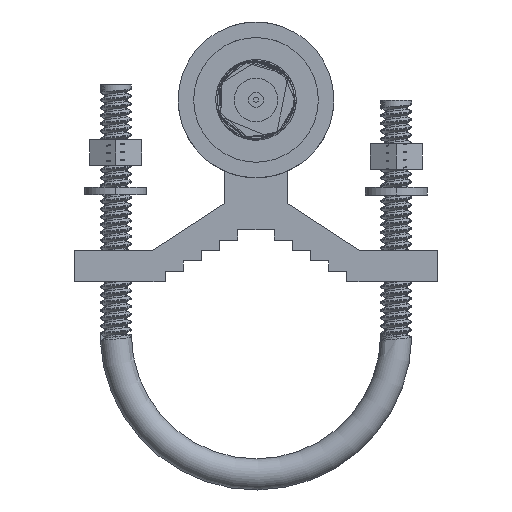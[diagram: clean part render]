
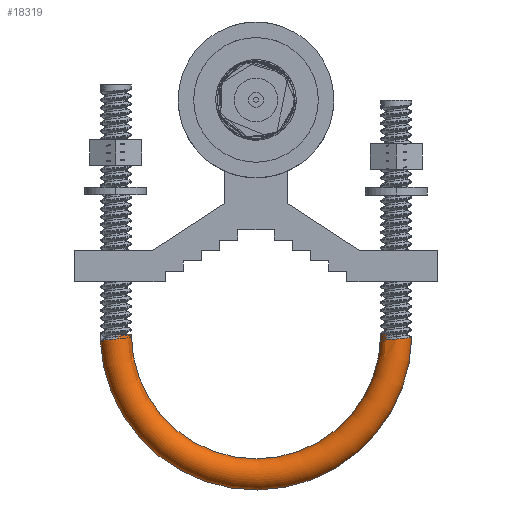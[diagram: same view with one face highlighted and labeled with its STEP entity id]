
A CAD part, front view. The second image highlights one B-rep face of the part: STEP entity #18319.
In plain terms, the highlighted toroidal (fillet/blend) face has major radius 27 mm and minor radius 3 mm.
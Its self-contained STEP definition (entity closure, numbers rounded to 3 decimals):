
#141 = TOROIDAL_SURFACE ( 'NONE', #7408, 27., 3. ) ;
#658 = CARTESIAN_POINT ( 'NONE',  ( 1.322, -2.694, -45.825 ) ) ;
#728 = CARTESIAN_POINT ( 'NONE',  ( 1.975, -2.258, -45.761 ) ) ;
#785 = ORIENTED_EDGE ( 'NONE', *, *, #16762, .F. ) ;
#888 = CARTESIAN_POINT ( 'NONE',  ( 1.821, -2.384, -45.777 ) ) ;
#1323 = DIRECTION ( 'NONE',  ( 0., 1., 0. ) ) ;
#1709 = CARTESIAN_POINT ( 'NONE',  ( -51., 0., -45. ) ) ;
#2270 = CARTESIAN_POINT ( 'NONE',  ( 2.995, 0., -45.559 ) ) ;
#2345 = CARTESIAN_POINT ( 'NONE',  ( -0.008, -3., -45.938 ) ) ;
#2393 = B_SPLINE_CURVE_WITH_KNOTS ( 'NONE', 3,
 ( #9570, #6247, #17546, #19153 ),
 .UNSPECIFIED., .F., .F.,
 ( 4, 4 ),
 ( 0.037, 0.038 ),
 .UNSPECIFIED. ) ;
#2422 = CARTESIAN_POINT ( 'NONE',  ( 2.995, -0.196, -45.574 ) ) ;
#3148 = CARTESIAN_POINT ( 'NONE',  ( -56.879, -0.774, -46.236 ) ) ;
#3884 = CARTESIAN_POINT ( 'NONE',  ( -3., 0., -45. ) ) ;
#4005 = B_SPLINE_CURVE_WITH_KNOTS ( 'NONE', 3,
 ( #8377, #4946, #19350, #16412 ),
 .UNSPECIFIED., .F., .F.,
 ( 4, 4 ),
 ( 0., 0.001 ),
 .UNSPECIFIED. ) ;
#4176 = CIRCLE ( 'NONE', #16178, 3. ) ;
#4252 = ORIENTED_EDGE ( 'NONE', *, *, #7261, .F. ) ;
#4437 = AXIS2_PLACEMENT_3D ( 'NONE', #6035, #7634, #9222 ) ;
#4626 = CARTESIAN_POINT ( 'NONE',  ( -55.491, -2.599, -46.057 ) ) ;
#4669 = ORIENTED_EDGE ( 'NONE', *, *, #9904, .F. ) ;
#4764 = CARTESIAN_POINT ( 'NONE',  ( -56.368, -1.824, -46.145 ) ) ;
#4910 = CARTESIAN_POINT ( 'NONE',  ( -56.583, -1.498, -46.175 ) ) ;
#4946 = CARTESIAN_POINT ( 'NONE',  ( -0.001, -3., -45.313 ) ) ;
#5432 = CARTESIAN_POINT ( 'NONE',  ( 0.959, -2.845, -45.858 ) ) ;
#5527 = CARTESIAN_POINT ( 'NONE',  ( -53.992, -3., -45.937 ) ) ;
#5589 = CARTESIAN_POINT ( 'NONE',  ( 0.768, -2.903, -45.874 ) ) ;
#5761 = DIRECTION ( 'NONE',  ( 0., 1., 0. ) ) ;
#5924 = VERTEX_POINT ( 'NONE', #1709 ) ;
#5959 = VERTEX_POINT ( 'NONE', #3884 ) ;
#6035 = CARTESIAN_POINT ( 'NONE',  ( -54., 0., -45. ) ) ;
#6247 = CARTESIAN_POINT ( 'NONE',  ( -53.997, -3., -45.623 ) ) ;
#6274 = CARTESIAN_POINT ( 'NONE',  ( -56.954, -0.392, -46.267 ) ) ;
#6532 = EDGE_CURVE ( 'NONE', #16558, #7619, #20442, .T. ) ;
#6793 = DIRECTION ( 'NONE',  ( 0., 0., 1. ) ) ;
#7056 = AXIS2_PLACEMENT_3D ( 'NONE', #18555, #5761, #20286 ) ;
#7118 = CARTESIAN_POINT ( 'NONE',  ( 0.385, -2.98, -45.907 ) ) ;
#7261 = EDGE_CURVE ( 'NONE', #7619, #14526, #2393, .T. ) ;
#7389 = EDGE_CURVE ( 'NONE', #13488, #12446, #4005, .T. ) ;
#7408 = AXIS2_PLACEMENT_3D ( 'NONE', #19503, #11489, #6793 ) ;
#7456 = FACE_OUTER_BOUND ( 'NONE', #11794, .T. ) ;
#7619 = VERTEX_POINT ( 'NONE', #5527 ) ;
#7634 = DIRECTION ( 'NONE',  ( 0., 0., -1. ) ) ;
#8066 = CARTESIAN_POINT ( 'NONE',  ( -56.973, -0.197, -46.282 ) ) ;
#8377 = CARTESIAN_POINT ( 'NONE',  ( 0., -3., -45. ) ) ;
#8937 = CARTESIAN_POINT ( 'NONE',  ( 2.377, -1.83, -45.716 ) ) ;
#9222 = DIRECTION ( 'NONE',  ( -1., 0., 0. ) ) ;
#9280 = CARTESIAN_POINT ( 'NONE',  ( 0., -3., -45. ) ) ;
#9462 = CARTESIAN_POINT ( 'NONE',  ( -55.318, -2.693, -46.042 ) ) ;
#9529 = CARTESIAN_POINT ( 'NONE',  ( -56.823, -0.964, -46.221 ) ) ;
#9568 = VERTEX_POINT ( 'NONE', #17830 ) ;
#9570 = CARTESIAN_POINT ( 'NONE',  ( -53.992, -3., -45.937 ) ) ;
#9610 = ORIENTED_EDGE ( 'NONE', *, *, #18613, .T. ) ;
#9662 = CARTESIAN_POINT ( 'NONE',  ( -56.674, -1.326, -46.19 ) ) ;
#9904 = EDGE_CURVE ( 'NONE', #9568, #16558, #11583, .T. ) ;
#9976 = DIRECTION ( 'NONE',  ( 1., 0., 0. ) ) ;
#10045 = CIRCLE ( 'NONE', #20787, 24. ) ;
#10331 = CARTESIAN_POINT ( 'NONE',  ( 2.252, -1.981, -45.731 ) ) ;
#10405 = CARTESIAN_POINT ( 'NONE',  ( 2.596, -1.502, -45.685 ) ) ;
#10691 = CIRCLE ( 'NONE', #4437, 3. ) ;
#10807 = EDGE_CURVE ( 'NONE', #5959, #5924, #10045, .T. ) ;
#10825 = ORIENTED_EDGE ( 'NONE', *, *, #19904, .F. ) ;
#10997 = CARTESIAN_POINT ( 'NONE',  ( -27., 0., -45. ) ) ;
#11489 = DIRECTION ( 'NONE',  ( 0., 1., 0. ) ) ;
#11583 = CIRCLE ( 'NONE', #7056, 30. ) ;
#11794 = EDGE_LOOP ( 'NONE', ( #4669, #785, #13900, #10825, #13042, #9610, #4252, #13151 ) ) ;
#11879 = CARTESIAN_POINT ( 'NONE',  ( 2.975, -0.39, -45.589 ) ) ;
#12028 = CARTESIAN_POINT ( 'NONE',  ( 2.69, -1.328, -45.668 ) ) ;
#12446 = VERTEX_POINT ( 'NONE', #14400 ) ;
#12615 = DIRECTION ( 'NONE',  ( 0., 0., 1. ) ) ;
#12767 = CARTESIAN_POINT ( 'NONE',  ( -56.972, 0., -46.296 ) ) ;
#13042 = ORIENTED_EDGE ( 'NONE', *, *, #10807, .T. ) ;
#13151 = ORIENTED_EDGE ( 'NONE', *, *, #6532, .F. ) ;
#13488 = VERTEX_POINT ( 'NONE', #9280 ) ;
#13569 = CARTESIAN_POINT ( 'NONE',  ( 2.84, -0.967, -45.637 ) ) ;
#13829 = B_SPLINE_CURVE_WITH_KNOTS ( 'NONE', 3,
 ( #2345, #16899, #7118, #5589, #5432, #658, #18525, #888, #728, #10331, #8937, #10405, #12028, #13569, #18305, #11879, #2422, #2270 ),
 .UNSPECIFIED., .F., .F.,
 ( 4, 2, 2, 2, 2, 2, 2, 2, 4 ),
 ( 0., 0.001, 0.001, 0.002, 0.002, 0.003, 0.004, 0.004, 0.005 ),
 .UNSPECIFIED. ) ;
#13900 = ORIENTED_EDGE ( 'NONE', *, *, #7389, .F. ) ;
#14318 = CARTESIAN_POINT ( 'NONE',  ( -54.779, -2.918, -45.996 ) ) ;
#14400 = CARTESIAN_POINT ( 'NONE',  ( -0.008, -3., -45.938 ) ) ;
#14526 = VERTEX_POINT ( 'NONE', #17786 ) ;
#16032 = CARTESIAN_POINT ( 'NONE',  ( -55.817, -2.38, -46.087 ) ) ;
#16178 = AXIS2_PLACEMENT_3D ( 'NONE', #19625, #18096, #9976 ) ;
#16412 = CARTESIAN_POINT ( 'NONE',  ( -0.008, -3., -45.938 ) ) ;
#16558 = VERTEX_POINT ( 'NONE', #19758 ) ;
#16762 = EDGE_CURVE ( 'NONE', #12446, #9568, #13829, .T. ) ;
#16899 = CARTESIAN_POINT ( 'NONE',  ( 0.19, -2.999, -45.923 ) ) ;
#17441 = CARTESIAN_POINT ( 'NONE',  ( -56.242, -1.978, -46.13 ) ) ;
#17546 = CARTESIAN_POINT ( 'NONE',  ( -53.999, -3., -45.308 ) ) ;
#17786 = CARTESIAN_POINT ( 'NONE',  ( -54., -3., -45. ) ) ;
#17830 = CARTESIAN_POINT ( 'NONE',  ( 2.995, 0., -45.559 ) ) ;
#18096 = DIRECTION ( 'NONE',  ( 0., 0., 1. ) ) ;
#18305 = CARTESIAN_POINT ( 'NONE',  ( 2.898, -0.778, -45.621 ) ) ;
#18319 = ADVANCED_FACE ( 'NONE', ( #7456 ), #141, .T. ) ;
#18525 = CARTESIAN_POINT ( 'NONE',  ( 1.494, -2.602, -45.809 ) ) ;
#18555 = CARTESIAN_POINT ( 'NONE',  ( -27., 0., -45. ) ) ;
#18613 = EDGE_CURVE ( 'NONE', #5924, #14526, #10691, .T. ) ;
#19049 = CARTESIAN_POINT ( 'NONE',  ( -54.387, -2.999, -45.965 ) ) ;
#19114 = CARTESIAN_POINT ( 'NONE',  ( -55.967, -2.255, -46.102 ) ) ;
#19153 = CARTESIAN_POINT ( 'NONE',  ( -54., -3., -45. ) ) ;
#19350 = CARTESIAN_POINT ( 'NONE',  ( -0.003, -3., -45.625 ) ) ;
#19503 = CARTESIAN_POINT ( 'NONE',  ( -27., 0., -45. ) ) ;
#19625 = CARTESIAN_POINT ( 'NONE',  ( 0., 0., -45. ) ) ;
#19758 = CARTESIAN_POINT ( 'NONE',  ( -56.972, 0., -46.296 ) ) ;
#19904 = EDGE_CURVE ( 'NONE', #5959, #13488, #4176, .T. ) ;
#20286 = DIRECTION ( 'NONE',  ( 0., 0., 1. ) ) ;
#20442 = B_SPLINE_CURVE_WITH_KNOTS ( 'NONE', 3,
 ( #12767, #8066, #6274, #3148, #9529, #9662, #4910, #4764, #17441, #19114, #16032, #4626, #9462, #14318, #19049, #20733 ),
 .UNSPECIFIED., .F., .F.,
 ( 4, 2, 2, 2, 2, 2, 2, 4 ),
 ( 0., 0.001, 0.001, 0.002, 0.002, 0.003, 0.004, 0.005 ),
 .UNSPECIFIED. ) ;
#20733 = CARTESIAN_POINT ( 'NONE',  ( -53.992, -3., -45.937 ) ) ;
#20787 = AXIS2_PLACEMENT_3D ( 'NONE', #10997, #1323, #12615 ) ;
